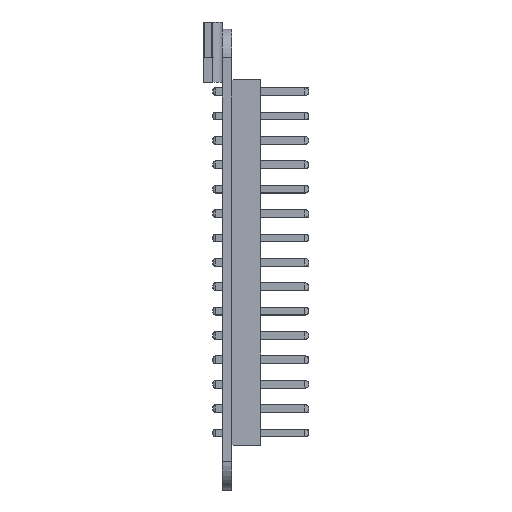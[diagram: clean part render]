
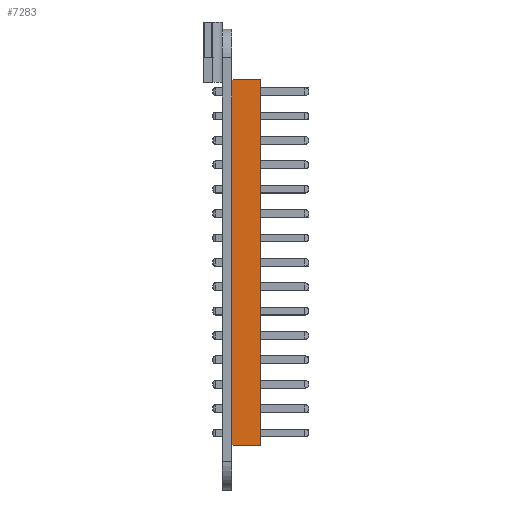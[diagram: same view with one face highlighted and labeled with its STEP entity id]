
A CAD part, left-side view. The second image highlights one B-rep face of the part: STEP entity #7283.
In plain terms, the highlighted planar face has unit normal (-1, 0, 0).
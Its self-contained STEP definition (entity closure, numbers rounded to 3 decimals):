
#466=PLANE('',#7863);
#690=FACE_OUTER_BOUND('',#1181,.T.);
#1181=EDGE_LOOP('',(#5000,#5001,#5002,#5003));
#1835=LINE('',#11262,#2447);
#1836=LINE('',#11265,#2448);
#1837=LINE('',#11267,#2449);
#1838=LINE('',#11268,#2450);
#2447=VECTOR('',#8843,10.);
#2448=VECTOR('',#8846,10.);
#2449=VECTOR('',#8847,10.);
#2450=VECTOR('',#8848,10.);
#3306=VERTEX_POINT('',#11258);
#3307=VERTEX_POINT('',#11260);
#3308=VERTEX_POINT('',#11264);
#3309=VERTEX_POINT('',#11266);
#3957=EDGE_CURVE('',#3306,#3307,#1835,.T.);
#3958=EDGE_CURVE('',#3308,#3306,#1836,.T.);
#3959=EDGE_CURVE('',#3309,#3307,#1837,.T.);
#3960=EDGE_CURVE('',#3308,#3309,#1838,.T.);
#5000=ORIENTED_EDGE('',*,*,#3958,.T.);
#5001=ORIENTED_EDGE('',*,*,#3957,.T.);
#5002=ORIENTED_EDGE('',*,*,#3959,.F.);
#5003=ORIENTED_EDGE('',*,*,#3960,.F.);
#7283=ADVANCED_FACE('',(#690),#466,.T.);
#7863=AXIS2_PLACEMENT_3D('',#11263,#8844,#8845);
#8843=DIRECTION('',(0.,-1.,0.));
#8844=DIRECTION('center_axis',(-1.,0.,0.));
#8845=DIRECTION('ref_axis',(0.,0.,-1.));
#8846=DIRECTION('',(0.,0.,-1.));
#8847=DIRECTION('',(0.,0.,-1.));
#8848=DIRECTION('',(0.,-1.,0.));
#11258=CARTESIAN_POINT('',(-12.41,0.,-12.389));
#11260=CARTESIAN_POINT('',(-12.41,-3.,-12.389));
#11262=CARTESIAN_POINT('',(-12.41,0.,-12.389));
#11263=CARTESIAN_POINT('Origin',(-12.41,0.,25.671));
#11264=CARTESIAN_POINT('',(-12.41,0.,25.671));
#11265=CARTESIAN_POINT('',(-12.41,0.,25.671));
#11266=CARTESIAN_POINT('',(-12.41,-3.,25.671));
#11267=CARTESIAN_POINT('',(-12.41,-3.,25.671));
#11268=CARTESIAN_POINT('',(-12.41,0.,25.671));
